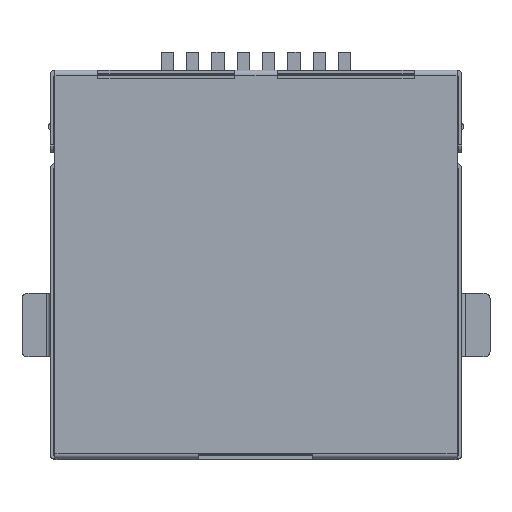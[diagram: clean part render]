
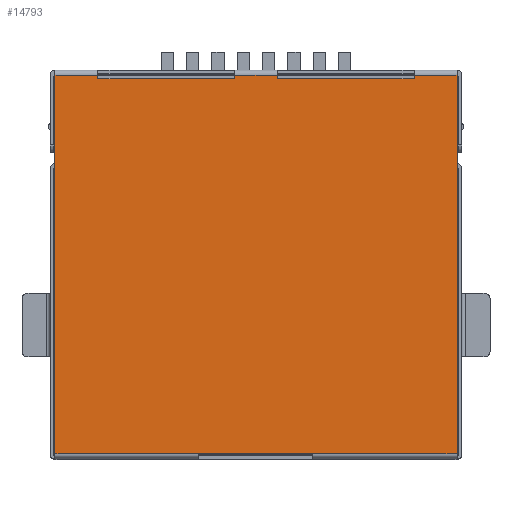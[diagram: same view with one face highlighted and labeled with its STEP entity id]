
A CAD part, top view. The second image highlights one B-rep face of the part: STEP entity #14793.
In plain terms, the highlighted planar face has unit normal (0, 0, 1).
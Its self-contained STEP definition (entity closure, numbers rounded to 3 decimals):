
#467=PLANE('',#15733);
#1081=FACE_OUTER_BOUND('',#1863,.T.);
#1863=EDGE_LOOP('',(#11724,#11725,#11726,#11727,#11728,#11729,#11730,#11731,
#11732,#11733,#11734,#11735,#11736,#11737));
#3609=LINE('',#22697,#5275);
#3610=LINE('',#22702,#5276);
#3611=LINE('',#22708,#5277);
#3612=LINE('',#22713,#5278);
#3617=LINE('',#22723,#5283);
#3618=LINE('',#22727,#5284);
#3619=LINE('',#22729,#5285);
#3620=LINE('',#22730,#5286);
#3621=LINE('',#22732,#5287);
#3622=LINE('',#22733,#5288);
#3623=LINE('',#22735,#5289);
#3624=LINE('',#22737,#5290);
#3625=LINE('',#22738,#5291);
#3626=LINE('',#22739,#5292);
#5275=VECTOR('',#18384,15.22);
#5276=VECTOR('',#18389,1.725);
#5277=VECTOR('',#18396,1.7);
#5278=VECTOR('',#18403,1.725);
#5283=VECTOR('',#18410,0.15);
#5284=VECTOR('',#18413,4.581);
#5285=VECTOR('',#18414,5.793);
#5286=VECTOR('',#18415,15.22);
#5287=VECTOR('',#18416,5.5);
#5288=VECTOR('',#18417,0.15);
#5289=VECTOR('',#18418,0.15);
#5290=VECTOR('',#18419,5.5);
#5291=VECTOR('',#18420,0.15);
#5292=VECTOR('',#18421,5.776);
#6785=VERTEX_POINT('',#22685);
#6790=VERTEX_POINT('',#22695);
#6791=VERTEX_POINT('',#22699);
#6792=VERTEX_POINT('',#22701);
#6793=VERTEX_POINT('',#22705);
#6794=VERTEX_POINT('',#22707);
#6795=VERTEX_POINT('',#22711);
#6799=VERTEX_POINT('',#22721);
#6800=VERTEX_POINT('',#22725);
#6801=VERTEX_POINT('',#22726);
#6802=VERTEX_POINT('',#22728);
#6803=VERTEX_POINT('',#22731);
#6804=VERTEX_POINT('',#22734);
#6805=VERTEX_POINT('',#22736);
#8543=EDGE_CURVE('',#6790,#6785,#3609,.T.);
#8545=EDGE_CURVE('',#6791,#6792,#3610,.T.);
#8548=EDGE_CURVE('',#6793,#6794,#3611,.T.);
#8551=EDGE_CURVE('',#6785,#6795,#3612,.T.);
#8556=EDGE_CURVE('',#6791,#6799,#3617,.T.);
#8557=EDGE_CURVE('',#6800,#6801,#3618,.T.);
#8558=EDGE_CURVE('',#6802,#6801,#3619,.T.);
#8559=EDGE_CURVE('',#6802,#6792,#3620,.T.);
#8560=EDGE_CURVE('',#6803,#6799,#3621,.T.);
#8561=EDGE_CURVE('',#6794,#6803,#3622,.T.);
#8562=EDGE_CURVE('',#6793,#6804,#3623,.T.);
#8563=EDGE_CURVE('',#6804,#6805,#3624,.T.);
#8564=EDGE_CURVE('',#6795,#6805,#3625,.T.);
#8565=EDGE_CURVE('',#6800,#6790,#3626,.T.);
#11724=ORIENTED_EDGE('',*,*,#8557,.T.);
#11725=ORIENTED_EDGE('',*,*,#8558,.F.);
#11726=ORIENTED_EDGE('',*,*,#8559,.T.);
#11727=ORIENTED_EDGE('',*,*,#8545,.F.);
#11728=ORIENTED_EDGE('',*,*,#8556,.T.);
#11729=ORIENTED_EDGE('',*,*,#8560,.F.);
#11730=ORIENTED_EDGE('',*,*,#8561,.F.);
#11731=ORIENTED_EDGE('',*,*,#8548,.F.);
#11732=ORIENTED_EDGE('',*,*,#8562,.T.);
#11733=ORIENTED_EDGE('',*,*,#8563,.T.);
#11734=ORIENTED_EDGE('',*,*,#8564,.F.);
#11735=ORIENTED_EDGE('',*,*,#8551,.F.);
#11736=ORIENTED_EDGE('',*,*,#8543,.F.);
#11737=ORIENTED_EDGE('',*,*,#8565,.F.);
#14793=ADVANCED_FACE('',(#1081),#467,.T.);
#15733=AXIS2_PLACEMENT_3D('',#22724,#18411,#18412);
#18384=DIRECTION('',(0.,1.,0.));
#18389=DIRECTION('',(1.,0.,0.));
#18396=DIRECTION('',(1.,0.,0.));
#18403=DIRECTION('',(1.,0.,0.));
#18410=DIRECTION('',(0.,-1.,0.));
#18411=DIRECTION('center_axis',(0.,0.,1.));
#18412=DIRECTION('ref_axis',(1.,0.,0.));
#18413=DIRECTION('',(1.,0.,0.));
#18414=DIRECTION('',(-1.,0.,0.));
#18415=DIRECTION('',(0.,1.,0.));
#18416=DIRECTION('',(1.,0.,0.));
#18417=DIRECTION('',(0.,-1.,0.));
#18418=DIRECTION('',(0.,-1.,0.));
#18419=DIRECTION('',(-1.,0.,0.));
#18420=DIRECTION('',(0.,-1.,0.));
#18421=DIRECTION('',(-1.,0.,0.));
#22685=CARTESIAN_POINT('',(-8.075,7.61,13.15));
#22695=CARTESIAN_POINT('',(-8.075,-7.61,13.15));
#22697=CARTESIAN_POINT('',(-8.075,-7.61,13.15));
#22699=CARTESIAN_POINT('',(6.35,7.61,13.15));
#22701=CARTESIAN_POINT('',(8.075,7.61,13.15));
#22702=CARTESIAN_POINT('',(6.35,7.61,13.15));
#22705=CARTESIAN_POINT('',(-0.85,7.61,13.15));
#22707=CARTESIAN_POINT('',(0.85,7.61,13.15));
#22708=CARTESIAN_POINT('',(-0.85,7.61,13.15));
#22711=CARTESIAN_POINT('',(-6.35,7.61,13.15));
#22713=CARTESIAN_POINT('',(-8.075,7.61,13.15));
#22721=CARTESIAN_POINT('',(6.35,7.46,13.15));
#22723=CARTESIAN_POINT('',(6.35,7.61,13.15));
#22724=CARTESIAN_POINT('Origin',(-8.075,7.81,13.15));
#22725=CARTESIAN_POINT('',(-2.299,-7.61,13.15));
#22726=CARTESIAN_POINT('',(2.282,-7.61,13.15));
#22727=CARTESIAN_POINT('',(-2.299,-7.61,13.15));
#22728=CARTESIAN_POINT('',(8.075,-7.61,13.15));
#22729=CARTESIAN_POINT('',(8.075,-7.61,13.15));
#22730=CARTESIAN_POINT('',(8.075,-7.61,13.15));
#22731=CARTESIAN_POINT('',(0.85,7.46,13.15));
#22732=CARTESIAN_POINT('',(0.85,7.46,13.15));
#22733=CARTESIAN_POINT('',(0.85,7.61,13.15));
#22734=CARTESIAN_POINT('',(-0.85,7.46,13.15));
#22735=CARTESIAN_POINT('',(-0.85,7.61,13.15));
#22736=CARTESIAN_POINT('',(-6.35,7.46,13.15));
#22737=CARTESIAN_POINT('',(-0.85,7.46,13.15));
#22738=CARTESIAN_POINT('',(-6.35,7.61,13.15));
#22739=CARTESIAN_POINT('',(-2.299,-7.61,13.15));
